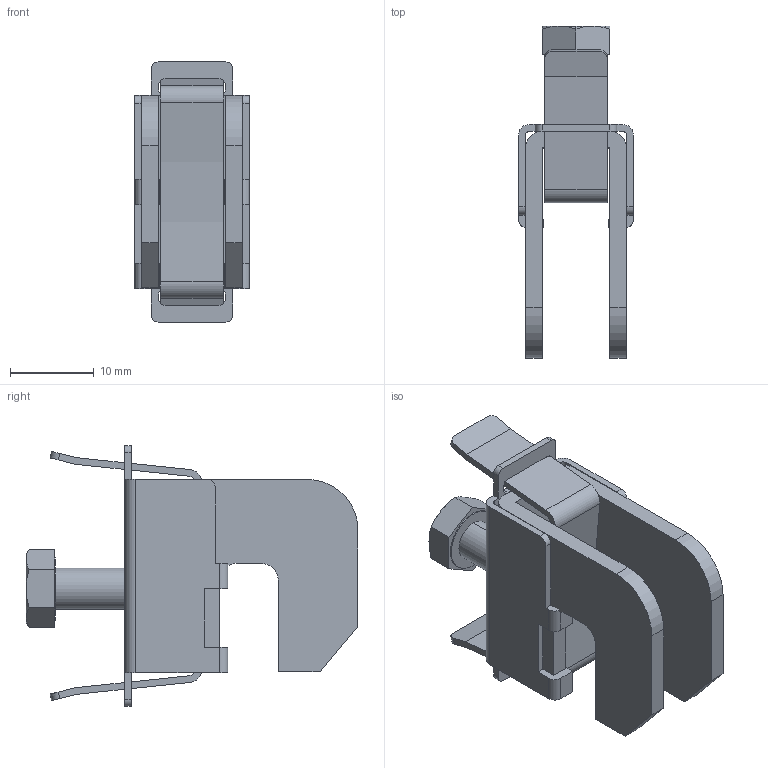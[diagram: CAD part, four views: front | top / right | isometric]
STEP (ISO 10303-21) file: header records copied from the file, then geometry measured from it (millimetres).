
FILE_DESCRIPTION(('STEP AP203'),'1');
FILE_NAME('fbc5x15-5.stp','2025-09-19T14:48:35',('TraceParts'),('TraceParts S.A.S.'),'Spatial InterOp 3D',' ',' ');
FILE_SCHEMA(('CONFIG_CONTROL_DESIGN'));
Length unit declared in the file: millimetre
Products named in the file (1): 1
Bounding box: 13.7 x 39.55 x 31 mm (x, y, z)
Volume: 3814.4 mm3; surface area: 5971.8 mm2
Topology: 4 solids, 4 shells, 148 faces, 404 edges, 266 vertices
Faces by surface type: plane 90, cylinder 48, cone 10
Entity records: 4774 total; most frequent: CARTESIAN_POINT 874, ORIENTED_EDGE 808, DIRECTION 802, EDGE_CURVE 404, LINE 286, VECTOR 286, VERTEX_POINT 266, AXIS2_PLACEMENT_3D 258
